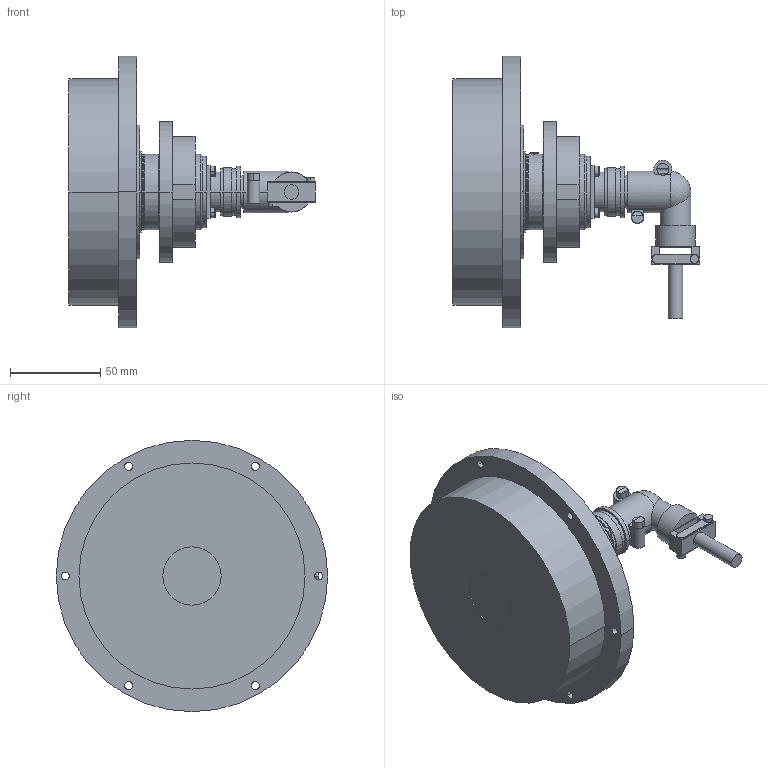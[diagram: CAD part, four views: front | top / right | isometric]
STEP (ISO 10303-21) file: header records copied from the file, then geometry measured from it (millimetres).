
FILE_DESCRIPTION((''),'2;1');
FILE_NAME('50564.stp','2015-03-19T14:51:37',(''),(''),'Mechanical Desktop 2009','Mechanical Desktop 2009',', , ');
FILE_SCHEMA(('CONFIG_CONTROL_DESIGN'));
Length unit declared in the file: millimetre
Products named in the file (26): R50564; R4753004; TEIL1; R47533; TEIL1A; R47534; TEIL1AA; R47532; ~TEIL1; U-SCHEIBE_78_43X7; U-SCHEIBE_43_78X7; NUTMUTTER_M42X1_5A; NUTMUTTER_M42X1_5; R47574; TEIL1AAAA; RILLENKUGELLAGER_61818TA; RILLENKUGELLAGER_61818T; FLANSCHDOSE_WINKEL_AMPH_4-POLIG; TEIL1AAA; SENKSCHRAUBE_I-6KT_M3X8_ROSTFA; SENKSCHRAUBE_I-6KT_M3X8_ROSTF; PASSKERBSTIFT_5X10; PASSKERBSTIFT_5X10A; I-6KT_SCHRAUBE_M3X6A; I-6KT_SCHRAUBE_M3X6; RM_SDB
Assembly tree (33 placements, depth 3):
  R50564
    R4753004
      TEIL1
    R47533
      TEIL1A
    R47534
      TEIL1AA
    R47532
      ~TEIL1
    U-SCHEIBE_78_43X7
      U-SCHEIBE_43_78X7
    NUTMUTTER_M42X1_5A
      NUTMUTTER_M42X1_5
    R47574
      TEIL1AAAA
    RILLENKUGELLAGER_61818TA  x2
      RILLENKUGELLAGER_61818T
    FLANSCHDOSE_WINKEL_AMPH_4-POLIG
      TEIL1AAA
    SENKSCHRAUBE_I-6KT_M3X8_ROSTFA  x3
      SENKSCHRAUBE_I-6KT_M3X8_ROSTF
    PASSKERBSTIFT_5X10
      PASSKERBSTIFT_5X10A
    I-6KT_SCHRAUBE_M3X6A  x4
      I-6KT_SCHRAUBE_M3X6
    RM_SDB  x3
Bounding box: 136 x 150 x 150 mm (x, y, z)
Volume: 600564.8 mm3; surface area: 190337.3 mm2
Topology: 18 solids, 18 shells, 444 faces, 1052 edges, 665 vertices
Faces by surface type: cylinder 200, plane 137, cone 70, torus 26, bspline 10, sphere 1
Entity records: 11782 total; most frequent: CARTESIAN_POINT 2565, DIRECTION 2053, ORIENTED_EDGE 1686, AXIS2_PLACEMENT_3D 846, EDGE_CURVE 843, VERTEX_POINT 546, CIRCLE 459, EDGE_LOOP 449
